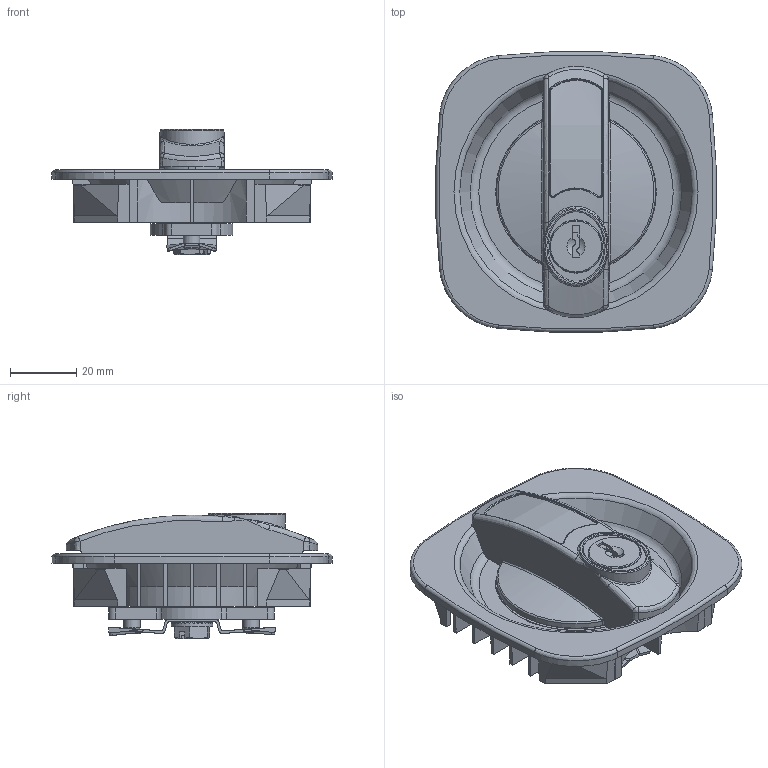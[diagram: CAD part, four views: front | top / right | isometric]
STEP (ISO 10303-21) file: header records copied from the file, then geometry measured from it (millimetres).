
FILE_DESCRIPTION(('STEP AP203'),'1');
FILE_NAME('035.20.11.03.01.step','2013-06-13T05:53:26',(' '),(' '),'Spatial InterOp 3D',' ',' ');
FILE_SCHEMA(('CONFIG_CONTROL_DESIGN'));
Length unit declared in the file: millimetre
Products named in the file (6): 1; 2; 3; 4; 5; 6
Bounding box: 84.72 x 84.72 x 37.8 mm (x, y, z)
Volume: 47298.3 mm3; surface area: 44397 mm2
Topology: 6 solids, 6 shells, 893 faces, 2489 edges, 1616 vertices
Faces by surface type: plane 539, cylinder 151, bspline 105, cone 60, torus 26, sphere 9, extrusion 3
Full cylindrical faces by diameter (mm): 5 x2, 5.5 x1, 6 x2, 10.5 x1, 12.5 x1, 14 x1, 14.2 x1, 16 x1, 16.1 x1, 16.5 x1, 19 x1
Entity records: 42074 total; most frequent: CARTESIAN_POINT 19669, ORIENTED_EDGE 4860, DIRECTION 4353, EDGE_CURVE 2430, VERTEX_POINT 1603, AXIS2_PLACEMENT_3D 1509, VECTOR 1335, LINE 1332
